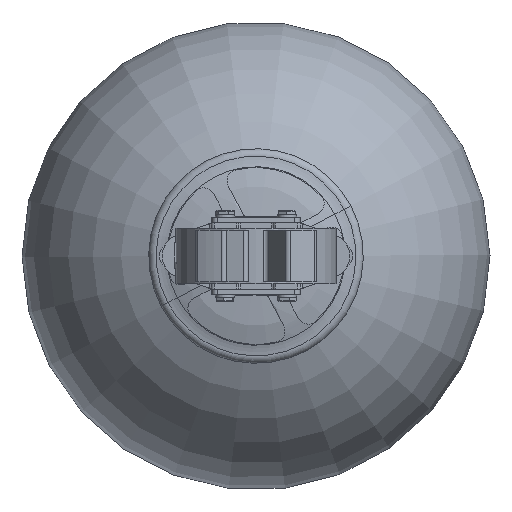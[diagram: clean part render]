
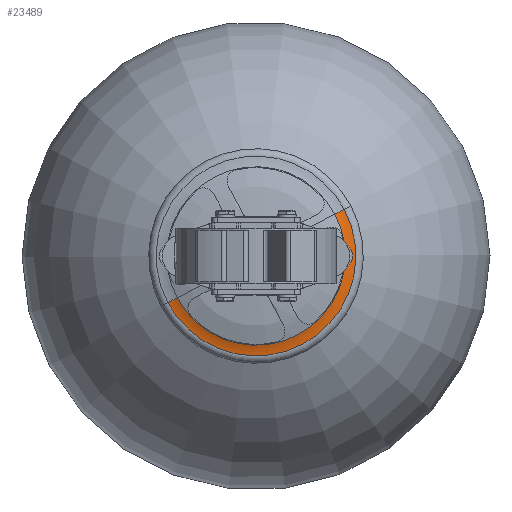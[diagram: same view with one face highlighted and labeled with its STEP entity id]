
A CAD part, front view. The second image highlights one B-rep face of the part: STEP entity #23489.
In plain terms, the highlighted toroidal (fillet/blend) face has major radius 96.618 mm and minor radius 45 mm.
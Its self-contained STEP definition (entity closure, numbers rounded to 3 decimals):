
#1208 = CARTESIAN_POINT ( 'NONE',  ( 85.382, 326.656, 45.22 ) ) ;
#1509 = ORIENTED_EDGE ( 'NONE', *, *, #10843, .F. ) ;
#3655 = CARTESIAN_POINT ( 'NONE',  ( -85.383, 326.656, -45.22 ) ) ;
#3766 = CARTESIAN_POINT ( 'NONE',  ( 0., 371.238, 0. ) ) ;
#4770 = VERTEX_POINT ( 'NONE', #16727 ) ;
#5571 = CIRCLE ( 'NONE', #77109, 45. ) ;
#5809 = DIRECTION ( 'NONE',  ( 0., 1., 0. ) ) ;
#8887 = ORIENTED_EDGE ( 'NONE', *, *, #58218, .T. ) ;
#9763 = VERTEX_POINT ( 'NONE', #47876 ) ;
#10172 = VERTEX_POINT ( 'NONE', #60438 ) ;
#10843 = EDGE_CURVE ( 'NONE', #4770, #9763, #11565, .T. ) ;
#11565 = CIRCLE ( 'NONE', #42001, 45. ) ;
#15264 = EDGE_CURVE ( 'NONE', #10172, #4770, #65816, .T. ) ;
#15736 = TOROIDAL_SURFACE ( 'NONE', #48824, 96.618, 45. ) ;
#16536 = DIRECTION ( 'NONE',  ( -0.884, 0., -0.468 ) ) ;
#16727 = CARTESIAN_POINT ( 'NONE',  ( -79.976, 371.238, -42.357 ) ) ;
#16951 = DIRECTION ( 'NONE',  ( 0.468, 0., -0.884 ) ) ;
#18449 = EDGE_CURVE ( 'NONE', #10172, #40667, #5571, .T. ) ;
#23489 = ADVANCED_FACE ( 'NONE', ( #24896 ), #15736, .F. ) ;
#24896 = FACE_OUTER_BOUND ( 'NONE', #80012, .T. ) ;
#30286 = DIRECTION ( 'NONE',  ( 0.884, 0., 0.468 ) ) ;
#38116 = ORIENTED_EDGE ( 'NONE', *, *, #15264, .F. ) ;
#40667 = VERTEX_POINT ( 'NONE', #53560 ) ;
#42001 = AXIS2_PLACEMENT_3D ( 'NONE', #3655, #16951, #16536 ) ;
#44177 = DIRECTION ( 'NONE',  ( 0., 1., 0. ) ) ;
#44987 = CARTESIAN_POINT ( 'NONE',  ( 0., 368.82, 0. ) ) ;
#45155 = DIRECTION ( 'NONE',  ( 0.884, 0., 0.468 ) ) ;
#47876 = CARTESIAN_POINT ( 'NONE',  ( -71.489, 368.82, -37.862 ) ) ;
#48824 = AXIS2_PLACEMENT_3D ( 'NONE', #69719, #5809, #57222 ) ;
#51412 = DIRECTION ( 'NONE',  ( -0.468, 0., 0.884 ) ) ;
#53560 = CARTESIAN_POINT ( 'NONE',  ( 71.489, 368.82, 37.862 ) ) ;
#57222 = DIRECTION ( 'NONE',  ( 0.884, 0., 0.468 ) ) ;
#58218 = EDGE_CURVE ( 'NONE', #40667, #9763, #80196, .T. ) ;
#60438 = CARTESIAN_POINT ( 'NONE',  ( 79.976, 371.238, 42.357 ) ) ;
#65816 = CIRCLE ( 'NONE', #79088, 90.5 ) ;
#66830 = DIRECTION ( 'NONE',  ( 0., 1., 0. ) ) ;
#69530 = DIRECTION ( 'NONE',  ( 0.884, 0., 0.468 ) ) ;
#69719 = CARTESIAN_POINT ( 'NONE',  ( 0., 326.656, 0. ) ) ;
#71600 = ORIENTED_EDGE ( 'NONE', *, *, #18449, .T. ) ;
#73606 = AXIS2_PLACEMENT_3D ( 'NONE', #44987, #44177, #69530 ) ;
#77109 = AXIS2_PLACEMENT_3D ( 'NONE', #1208, #51412, #45155 ) ;
#79088 = AXIS2_PLACEMENT_3D ( 'NONE', #3766, #66830, #30286 ) ;
#80012 = EDGE_LOOP ( 'NONE', ( #1509, #38116, #71600, #8887 ) ) ;
#80196 = CIRCLE ( 'NONE', #73606, 80.897 ) ;
